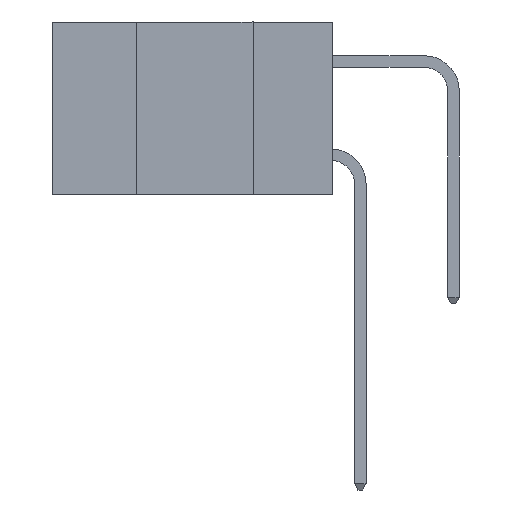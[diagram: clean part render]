
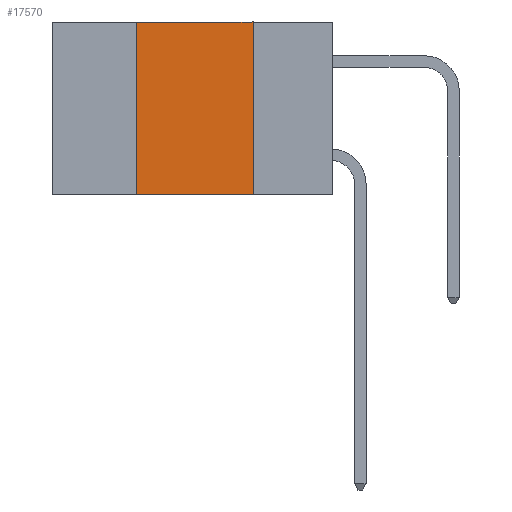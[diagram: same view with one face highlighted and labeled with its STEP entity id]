
A CAD part, left-side view. The second image highlights one B-rep face of the part: STEP entity #17570.
In plain terms, the highlighted planar face has unit normal (-1, 0, 0).
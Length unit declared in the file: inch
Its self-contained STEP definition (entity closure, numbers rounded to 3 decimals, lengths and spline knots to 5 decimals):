
#566 = FACE_OUTER_BOUND ( 'NONE', #6490, .T. ) ;
#1509 = DIRECTION ( 'NONE',  ( 0., -1., 0. ) ) ;
#1935 = LINE ( 'NONE', #18157, #11229 ) ;
#3890 = VECTOR ( 'NONE', #1509, 39.37008 ) ;
#5838 = CARTESIAN_POINT ( 'NONE',  ( 0., 0.17, -0.37 ) ) ;
#6490 = EDGE_LOOP ( 'NONE', ( #23195, #19065, #10105, #14887 ) ) ;
#7472 = CARTESIAN_POINT ( 'NONE',  ( 0., 0.17, -0.37 ) ) ;
#7994 = CARTESIAN_POINT ( 'NONE',  ( 0., 0.42, -0.37 ) ) ;
#8478 = CARTESIAN_POINT ( 'NONE',  ( 0., 0.42, -0.37 ) ) ;
#8502 = LINE ( 'NONE', #8478, #17540 ) ;
#8667 = CARTESIAN_POINT ( 'NONE',  ( 0., 0.6, 0. ) ) ;
#9298 = DIRECTION ( 'NONE',  ( 0., 0., -1. ) ) ;
#10023 = VECTOR ( 'NONE', #9298, 39.37008 ) ;
#10105 = ORIENTED_EDGE ( 'NONE', *, *, #15380, .F. ) ;
#11229 = VECTOR ( 'NONE', #14562, 39.37008 ) ;
#12292 = CARTESIAN_POINT ( 'NONE',  ( 0., 0.17, 0. ) ) ;
#12371 = DIRECTION ( 'NONE',  ( 0., 0., -1. ) ) ;
#12998 = EDGE_CURVE ( 'NONE', #23099, #19804, #14210, .T. ) ;
#13083 = AXIS2_PLACEMENT_3D ( 'NONE', #8667, #22973, #12371 ) ;
#14210 = LINE ( 'NONE', #16077, #3890 ) ;
#14217 = VERTEX_POINT ( 'NONE', #21244 ) ;
#14562 = DIRECTION ( 'NONE',  ( 0., -1., 0. ) ) ;
#14887 = ORIENTED_EDGE ( 'NONE', *, *, #12998, .T. ) ;
#15380 = EDGE_CURVE ( 'NONE', #23099, #14217, #8502, .T. ) ;
#15767 = DIRECTION ( 'NONE',  ( 0., 0., 1. ) ) ;
#16077 = CARTESIAN_POINT ( 'NONE',  ( 0., 0.6, -0.37 ) ) ;
#17540 = VECTOR ( 'NONE', #15767, 39.37008 ) ;
#17570 = ADVANCED_FACE ( 'NONE', ( #566 ), #21222, .F. ) ;
#18157 = CARTESIAN_POINT ( 'NONE',  ( 0., 0.6, 0. ) ) ;
#18942 = EDGE_CURVE ( 'NONE', #14217, #19908, #1935, .T. ) ;
#18989 = LINE ( 'NONE', #7472, #10023 ) ;
#19065 = ORIENTED_EDGE ( 'NONE', *, *, #18942, .F. ) ;
#19804 = VERTEX_POINT ( 'NONE', #5838 ) ;
#19908 = VERTEX_POINT ( 'NONE', #12292 ) ;
#20155 = EDGE_CURVE ( 'NONE', #19908, #19804, #18989, .T. ) ;
#21222 = PLANE ( 'NONE',  #13083 ) ;
#21244 = CARTESIAN_POINT ( 'NONE',  ( 0., 0.42, 0. ) ) ;
#22973 = DIRECTION ( 'NONE',  ( 1., 0., 0. ) ) ;
#23099 = VERTEX_POINT ( 'NONE', #7994 ) ;
#23195 = ORIENTED_EDGE ( 'NONE', *, *, #20155, .F. ) ;
